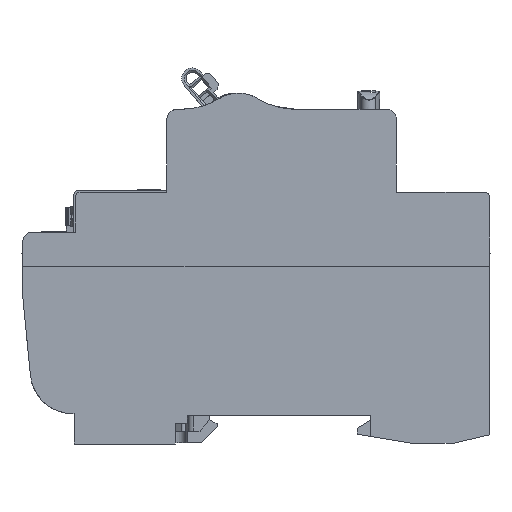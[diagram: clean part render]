
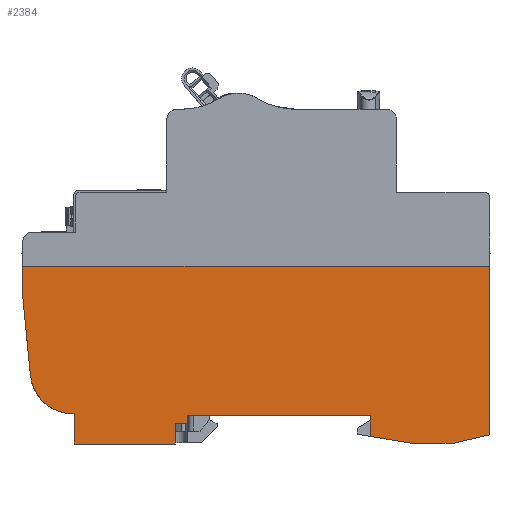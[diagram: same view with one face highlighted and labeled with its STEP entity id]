
A CAD part, left-side view. The second image highlights one B-rep face of the part: STEP entity #2384.
In plain terms, the highlighted planar face has unit normal (-1, 0, 0).
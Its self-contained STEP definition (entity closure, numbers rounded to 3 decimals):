
#1709=CIRCLE('',#18587,8.3);
#2384=ADVANCED_FACE('',(#3515),#2890,.T.);
#2890=PLANE('',#18674);
#3515=FACE_OUTER_BOUND('',#4295,.T.);
#4295=EDGE_LOOP('',(#8226,#8227,#8228,#8229,#8230,#8231,#8232,#8233,#8234,
#8235,#8236,#8237,#8238,#8239,#8240,#8241));
#8226=ORIENTED_EDGE('',*,*,#13359,.T.);
#8227=ORIENTED_EDGE('',*,*,#13324,.T.);
#8228=ORIENTED_EDGE('',*,*,#13328,.T.);
#8229=ORIENTED_EDGE('',*,*,#13360,.T.);
#8230=ORIENTED_EDGE('',*,*,#13361,.T.);
#8231=ORIENTED_EDGE('',*,*,#13320,.T.);
#8232=ORIENTED_EDGE('',*,*,#13007,.T.);
#8233=ORIENTED_EDGE('',*,*,#13095,.T.);
#8234=ORIENTED_EDGE('',*,*,#13098,.F.);
#8235=ORIENTED_EDGE('',*,*,#13362,.T.);
#8236=ORIENTED_EDGE('',*,*,#13189,.T.);
#8237=ORIENTED_EDGE('',*,*,#13245,.T.);
#8238=ORIENTED_EDGE('',*,*,#13247,.T.);
#8239=ORIENTED_EDGE('',*,*,#13255,.F.);
#8240=ORIENTED_EDGE('',*,*,#13339,.T.);
#8241=ORIENTED_EDGE('',*,*,#13341,.T.);
#10326=VERTEX_POINT('',#30787);
#10345=VERTEX_POINT('',#30824);
#10401=VERTEX_POINT('',#31024);
#10402=VERTEX_POINT('',#31030);
#10467=VERTEX_POINT('',#31215);
#10468=VERTEX_POINT('',#31216);
#10509=VERTEX_POINT('',#31325);
#10510=VERTEX_POINT('',#31329);
#10516=VERTEX_POINT('',#31345);
#10563=VERTEX_POINT('',#31476);
#10566=VERTEX_POINT('',#31483);
#10567=VERTEX_POINT('',#31485);
#10569=VERTEX_POINT('',#31491);
#10577=VERTEX_POINT('',#31512);
#10578=VERTEX_POINT('',#31517);
#10588=VERTEX_POINT('',#31551);
#13007=EDGE_CURVE('',#10326,#10345,#15041,.T.);
#13095=EDGE_CURVE('',#10345,#10401,#1709,.T.);
#13098=EDGE_CURVE('',#10402,#10401,#15110,.T.);
#13189=EDGE_CURVE('',#10467,#10468,#15191,.T.);
#13245=EDGE_CURVE('',#10468,#10509,#15247,.T.);
#13247=EDGE_CURVE('',#10509,#10510,#15249,.T.);
#13255=EDGE_CURVE('',#10516,#10510,#15257,.T.);
#13320=EDGE_CURVE('',#10563,#10326,#15322,.T.);
#13324=EDGE_CURVE('',#10567,#10566,#15326,.T.);
#13328=EDGE_CURVE('',#10566,#10569,#15330,.T.);
#13339=EDGE_CURVE('',#10516,#10577,#15341,.T.);
#13341=EDGE_CURVE('',#10577,#10578,#15343,.T.);
#13359=EDGE_CURVE('',#10578,#10567,#15361,.T.);
#13360=EDGE_CURVE('',#10569,#10588,#15362,.T.);
#13361=EDGE_CURVE('',#10588,#10563,#15363,.T.);
#13362=EDGE_CURVE('',#10402,#10467,#15364,.T.);
#15041=LINE('',#30825,#17011);
#15110=LINE('',#31029,#17080);
#15191=LINE('',#31214,#17161);
#15247=LINE('',#31324,#17217);
#15249=LINE('',#31328,#17219);
#15257=LINE('',#31344,#17227);
#15322=LINE('',#31475,#17292);
#15326=LINE('',#31484,#17296);
#15330=LINE('',#31493,#17300);
#15341=LINE('',#31513,#17311);
#15343=LINE('',#31516,#17313);
#15361=LINE('',#31548,#17331);
#15362=LINE('',#31550,#17332);
#15363=LINE('',#31552,#17333);
#15364=LINE('',#31553,#17334);
#17011=VECTOR('',#22004,1.);
#17080=VECTOR('',#22159,1.);
#17161=VECTOR('',#22318,1.);
#17217=VECTOR('',#22398,1.);
#17219=VECTOR('',#22402,1.);
#17227=VECTOR('',#22414,1.);
#17292=VECTOR('',#22517,1.);
#17296=VECTOR('',#22523,1.);
#17300=VECTOR('',#22529,1.);
#17311=VECTOR('',#22544,1.);
#17313=VECTOR('',#22548,1.);
#17331=VECTOR('',#22574,1.);
#17332=VECTOR('',#22577,1.);
#17333=VECTOR('',#22578,1.);
#17334=VECTOR('',#22579,1.);
#18587=AXIS2_PLACEMENT_3D('',#31023,#22150,#22151);
#18674=AXIS2_PLACEMENT_3D('',#31554,#22580,#22581);
#22004=DIRECTION('',(0.,-0.097,-0.995));
#22150=DIRECTION('',(-1.,0.,0.));
#22151=DIRECTION('',(0.,0.,-1.));
#22159=DIRECTION('',(0.,1.,0.));
#22318=DIRECTION('',(0.,-1.,0.));
#22398=DIRECTION('',(0.,-0.001,1.));
#22402=DIRECTION('',(0.,-1.,0.));
#22414=DIRECTION('',(0.,0.,-1.));
#22517=DIRECTION('',(0.,0.,-1.));
#22523=DIRECTION('',(0.,-1.,0.));
#22529=DIRECTION('',(0.,-0.974,0.225));
#22544=DIRECTION('',(0.,-1.,0.));
#22548=DIRECTION('',(0.,0.,-1.));
#22574=DIRECTION('',(0.,-0.986,-0.165));
#22577=DIRECTION('',(0.,0.,1.));
#22578=DIRECTION('',(0.,1.,0.));
#22579=DIRECTION('',(0.,0.,-1.));
#22580=DIRECTION('',(-1.,0.,0.));
#22581=DIRECTION('',(0.,0.,-1.));
#30787=CARTESIAN_POINT('',(-1.408,99.955,-3.881));
#30824=CARTESIAN_POINT('',(-1.408,98.439,-19.378));
#30825=CARTESIAN_POINT('',(-1.408,99.955,-3.881));
#31023=CARTESIAN_POINT('',(-1.408,90.178,-18.57));
#31024=CARTESIAN_POINT('',(-1.408,90.178,-26.87));
#31029=CARTESIAN_POINT('',(-1.408,54.199,-26.87));
#31030=CARTESIAN_POINT('',(-1.408,89.891,-26.87));
#31214=CARTESIAN_POINT('',(-1.408,99.955,-32.839));
#31215=CARTESIAN_POINT('',(-1.408,89.891,-32.839));
#31216=CARTESIAN_POINT('',(-1.408,70.084,-32.839));
#31324=CARTESIAN_POINT('',(-1.408,70.084,-32.839));
#31325=CARTESIAN_POINT('',(-1.408,70.082,-28.781));
#31328=CARTESIAN_POINT('',(-1.408,99.955,-28.781));
#31329=CARTESIAN_POINT('',(-1.408,67.743,-28.781));
#31344=CARTESIAN_POINT('',(-1.408,67.743,-90.42));
#31345=CARTESIAN_POINT('',(-1.408,67.743,-27.3));
#31475=CARTESIAN_POINT('',(-1.408,99.955,6.979));
#31476=CARTESIAN_POINT('',(-1.408,99.955,1.979));
#31483=CARTESIAN_POINT('',(-1.408,15.795,-32.73));
#31484=CARTESIAN_POINT('',(-1.408,99.955,-32.73));
#31485=CARTESIAN_POINT('',(-1.408,23.488,-32.73));
#31491=CARTESIAN_POINT('',(-1.408,8.443,-31.033));
#31493=CARTESIAN_POINT('',(-1.408,15.795,-32.73));
#31512=CARTESIAN_POINT('',(-1.408,31.743,-27.3));
#31513=CARTESIAN_POINT('',(-1.408,99.955,-27.3));
#31516=CARTESIAN_POINT('',(-1.408,31.743,6.979));
#31517=CARTESIAN_POINT('',(-1.408,31.743,-31.351));
#31548=CARTESIAN_POINT('',(-1.408,31.743,-31.351));
#31550=CARTESIAN_POINT('',(-1.408,8.443,6.979));
#31551=CARTESIAN_POINT('',(-1.408,8.443,1.979));
#31552=CARTESIAN_POINT('',(-1.408,99.955,1.979));
#31553=CARTESIAN_POINT('',(-1.408,89.891,6.979));
#31554=CARTESIAN_POINT('',(-1.408,99.955,6.979));
